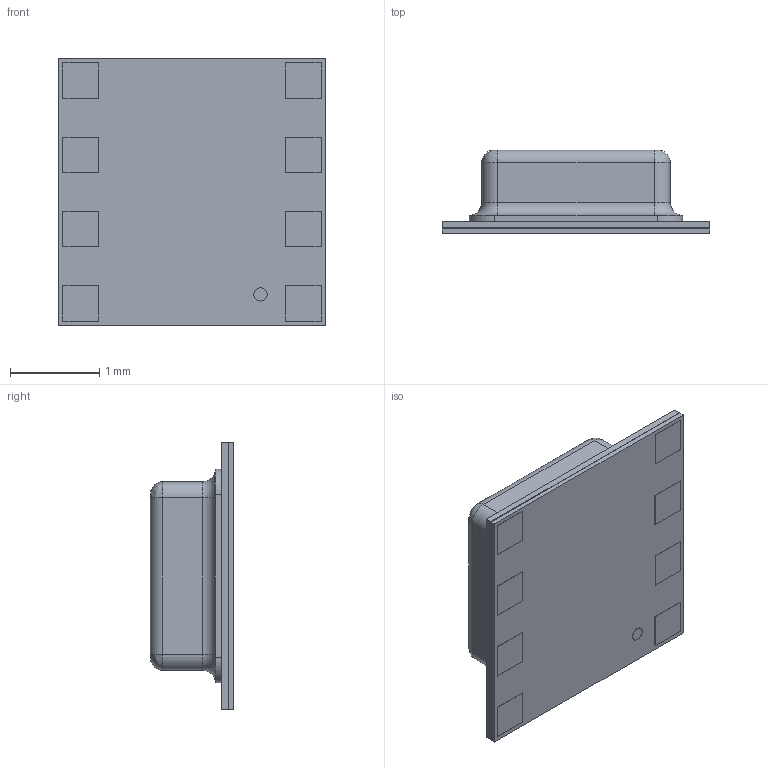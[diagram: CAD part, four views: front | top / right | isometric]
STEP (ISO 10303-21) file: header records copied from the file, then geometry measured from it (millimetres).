
FILE_DESCRIPTION(/* description */ (''),/* implementation_level */ '2;1');
FILE_NAME(/* name */ 'BME680 v2.step',/* time_stamp */ '2021-03-06T11:19:49+01:00',/* author */ (''),/* organization */ (''),/* preprocessor_version */ 'ST-DEVELOPER v18.1',/* originating_system */ 'Autodesk Translation Framework v9.10.0.1330',/* authorisation */ '');
FILE_SCHEMA (('AUTOMOTIVE_DESIGN { 1 0 10303 214 3 1 1 }'));
Length unit declared in the file: millimetre
Products named in the file (1): BME680
Bounding box: 3 x 0.94 x 3 mm (x, y, z)
Volume: 2 mm3; surface area: 61 mm2
Topology: 12 solids, 12 shells, 439 faces, 1121 edges, 734 vertices
Faces by surface type: plane 226, bspline 166, cylinder 39, torus 8
Full cylindrical faces by diameter (mm): 0.15 x2, 0.35 x1
Entity records: 14672 total; most frequent: CARTESIAN_POINT 5116, ORIENTED_EDGE 2242, DIRECTION 1426, EDGE_CURVE 1121, VERTEX_POINT 734, LINE 706, VECTOR 706, EDGE_LOOP 487
